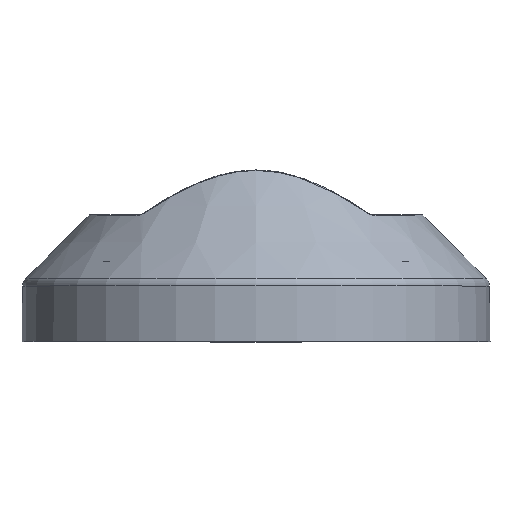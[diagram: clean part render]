
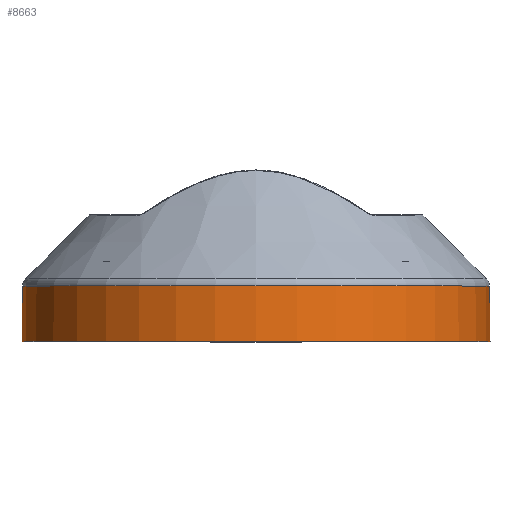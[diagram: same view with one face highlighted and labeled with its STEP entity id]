
A CAD part, top view. The second image highlights one B-rep face of the part: STEP entity #8663.
In plain terms, the highlighted conical face has half-angle 0.5 degrees and reference radius 64.5 mm.
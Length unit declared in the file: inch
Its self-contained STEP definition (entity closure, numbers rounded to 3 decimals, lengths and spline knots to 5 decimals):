
#1414 = VERTEX_POINT ( 'NONE', #1481 ) ;
#1481 = CARTESIAN_POINT ( 'NONE',  ( 2.53937, 0., 0. ) ) ;
#2007 = DIRECTION ( 'NONE',  ( 1., 0., 0. ) ) ;
#2637 = ORIENTED_EDGE ( 'NONE', *, *, #9871, .F. ) ;
#2908 = CONICAL_SURFACE ( 'NONE', #3493, 2.53937, 0.009 ) ;
#3493 = AXIS2_PLACEMENT_3D ( 'NONE', #6659, #9574, #2007 ) ;
#3649 = AXIS2_PLACEMENT_3D ( 'NONE', #7617, #11329, #5433 ) ;
#3894 = CIRCLE ( 'NONE', #11810, 2.53937 ) ;
#4035 = FACE_OUTER_BOUND ( 'NONE', #10571, .T. ) ;
#4226 = CARTESIAN_POINT ( 'NONE',  ( 0., 0.60129, 2.53412 ) ) ;
#4291 = VERTEX_POINT ( 'NONE', #4226 ) ;
#4486 = EDGE_CURVE ( 'NONE', #1414, #1414, #3894, .T. ) ;
#4813 = DIRECTION ( 'NONE',  ( 0., 1., 0. ) ) ;
#5433 = DIRECTION ( 'NONE',  ( 0., 0., 1. ) ) ;
#6659 = CARTESIAN_POINT ( 'NONE',  ( 0., 0., 0. ) ) ;
#6739 = DIRECTION ( 'NONE',  ( 1., 0., 0. ) ) ;
#7617 = CARTESIAN_POINT ( 'NONE',  ( 0., 0.60129, 0. ) ) ;
#8663 = ADVANCED_FACE ( 'NONE', ( #11540, #4035 ), #2908, .T. ) ;
#9128 = EDGE_LOOP ( 'NONE', ( #2637 ) ) ;
#9191 = CIRCLE ( 'NONE', #3649, 2.53412 ) ;
#9574 = DIRECTION ( 'NONE',  ( 0., -1., 0. ) ) ;
#9642 = ORIENTED_EDGE ( 'NONE', *, *, #4486, .T. ) ;
#9871 = EDGE_CURVE ( 'NONE', #4291, #4291, #9191, .T. ) ;
#10417 = CARTESIAN_POINT ( 'NONE',  ( 0., 0., 0. ) ) ;
#10571 = EDGE_LOOP ( 'NONE', ( #9642 ) ) ;
#11329 = DIRECTION ( 'NONE',  ( 0., 1., 0. ) ) ;
#11540 = FACE_BOUND ( 'NONE', #9128, .T. ) ;
#11810 = AXIS2_PLACEMENT_3D ( 'NONE', #10417, #4813, #6739 ) ;
